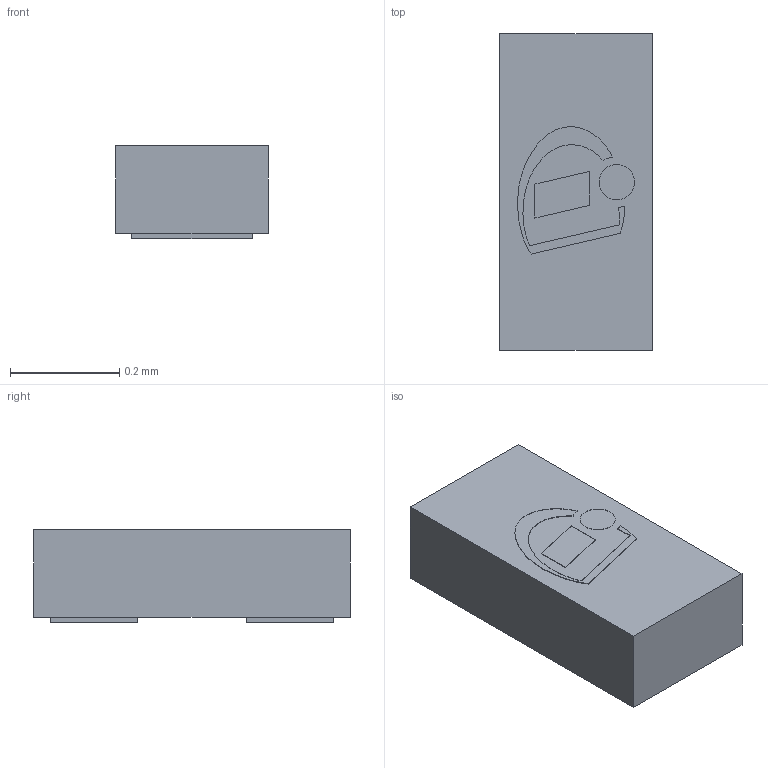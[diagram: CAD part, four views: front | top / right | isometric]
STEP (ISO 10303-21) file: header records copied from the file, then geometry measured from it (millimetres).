
FILE_DESCRIPTION(/* description */ (''),/* implementation_level */ '2;1');
FILE_NAME(/* name */ 'SG-WLL-2-4_Z8B00206146_V03_3D.stp',/* time_stamp */ '2025-06-16T16:27:44+05:30',/* author */ ('sivamani'),/* organization */ (''),/* preprocessor_version */ 'ST-DEVELOPER v19.2',/* originating_system */ 'AutoCAD Mechanical',/* authorisation */ '');
FILE_SCHEMA (('AUTOMOTIVE_DESIGN { 1 0 10303 214 3 1 1 }'));
Length unit declared in the file: millimetre
Products named in the file (1): Product
Bounding box: 0.28 x 0.58 x 0.17 mm (x, y, z)
Volume: 0 mm3; surface area: 0.8 mm2
Topology: 6 solids, 6 shells, 54 faces, 126 edges, 84 vertices
Faces by surface type: plane 31, cylinder 23
Full cylindrical faces by diameter (mm): 0.065 x1
Entity records: 1590 total; most frequent: DIRECTION 282, CARTESIAN_POINT 265, ORIENTED_EDGE 252, EDGE_CURVE 126, AXIS2_PLACEMENT_3D 101, VERTEX_POINT 84, LINE 80, VECTOR 80
